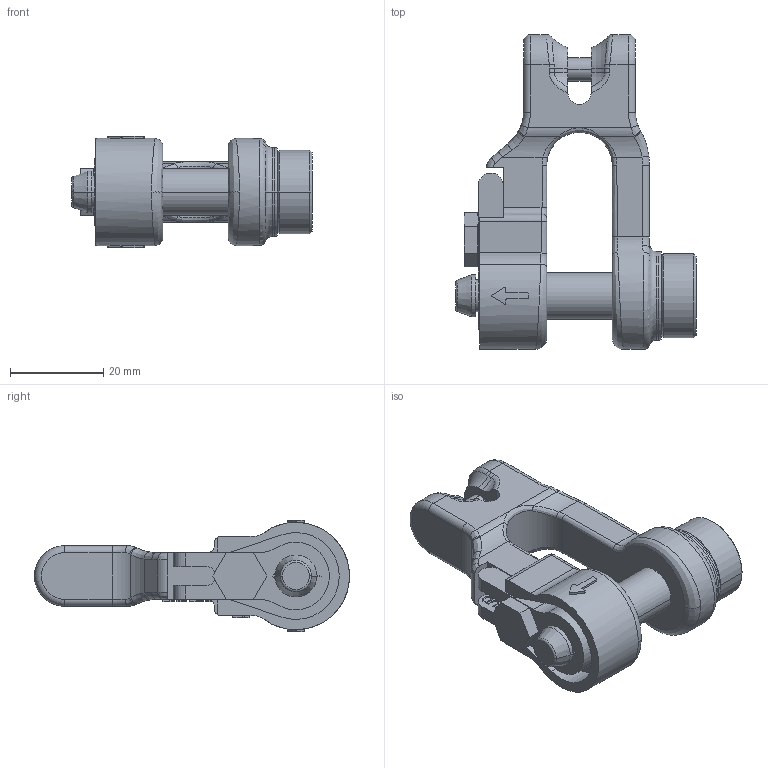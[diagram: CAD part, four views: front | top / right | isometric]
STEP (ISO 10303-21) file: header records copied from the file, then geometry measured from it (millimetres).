
FILE_DESCRIPTION((''),'2;1');
FILE_NAME('001-M36164-P-01_ASM','2024-09-24T13:14:13',('Tristan.Roth'),(''),'CREO PARAMETRIC BY PTC INC, 2022162','CREO PARAMETRIC BY PTC INC, 2022162','');
FILE_SCHEMA(('AP242_MANAGED_MODEL_BASED_3D_ENGINEERING_MIM_LF { 1 0 10303 442 1 1 4 }'));
Length unit declared in the file: millimetre
Products named in the file (3): 001-M36164-P-1; 001-M36164-P-2; 001-M36164-P-01_ASM
Assembly tree (2 placements, depth 2):
  001-M36164-P-01_ASM
    001-M36164-P-1
    001-M36164-P-2
Bounding box: 51.5 x 67.5 x 24 mm (x, y, z)
Volume: 23805.6 mm3; surface area: 11374.6 mm2
Topology: 2 solids, 2 shells, 758 faces, 2061 edges, 1343 vertices
Faces by surface type: plane 578, cylinder 89, bspline 62, torus 23, cone 6
Entity records: 28174 total; most frequent: CARTESIAN_POINT 9244, ORIENTED_EDGE 4122, DIRECTION 3535, EDGE_CURVE 2061, VECTOR 1673, LINE 1673, VERTEX_POINT 1343, AXIS2_PLACEMENT_3D 931
